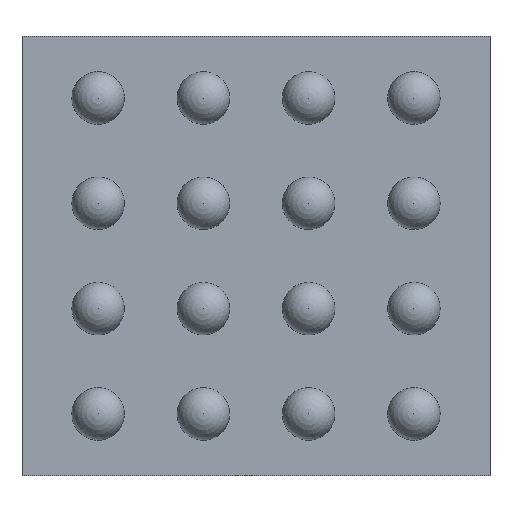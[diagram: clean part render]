
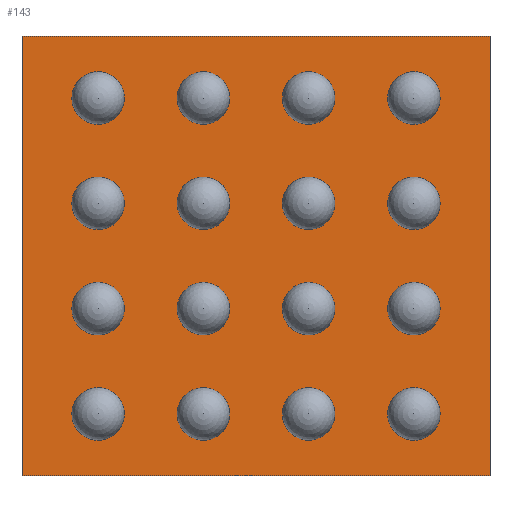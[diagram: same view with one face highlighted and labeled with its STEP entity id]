
A CAD part, front view. The second image highlights one B-rep face of the part: STEP entity #143.
In plain terms, the highlighted planar face has unit normal (0, -1, 0).
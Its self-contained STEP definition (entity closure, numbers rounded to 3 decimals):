
#107 = EDGE_CURVE('',#108,#110,#112,.T.);
#108 = VERTEX_POINT('',#109);
#109 = CARTESIAN_POINT('',(-0.889,0.16,0.834));
#110 = VERTEX_POINT('',#111);
#111 = CARTESIAN_POINT('',(-0.889,0.16,-0.834));
#112 = LINE('',#113,#114);
#113 = CARTESIAN_POINT('',(-0.889,0.16,0.834));
#114 = VECTOR('',#115,1.);
#115 = DIRECTION('',(0.,0.,-1.));
#143 = ADVANCED_FACE('',(#144),#169,.F.);
#144 = FACE_BOUND('',#145,.T.);
#145 = EDGE_LOOP('',(#146,#147,#155,#163));
#146 = ORIENTED_EDGE('',*,*,#107,.T.);
#147 = ORIENTED_EDGE('',*,*,#148,.T.);
#148 = EDGE_CURVE('',#110,#149,#151,.T.);
#149 = VERTEX_POINT('',#150);
#150 = CARTESIAN_POINT('',(0.889,0.16,-0.834));
#151 = LINE('',#152,#153);
#152 = CARTESIAN_POINT('',(-0.889,0.16,-0.834));
#153 = VECTOR('',#154,1.);
#154 = DIRECTION('',(1.,0.,0.));
#155 = ORIENTED_EDGE('',*,*,#156,.T.);
#156 = EDGE_CURVE('',#149,#157,#159,.T.);
#157 = VERTEX_POINT('',#158);
#158 = CARTESIAN_POINT('',(0.889,0.16,0.834));
#159 = LINE('',#160,#161);
#160 = CARTESIAN_POINT('',(0.889,0.16,-0.834));
#161 = VECTOR('',#162,1.);
#162 = DIRECTION('',(0.,0.,1.));
#163 = ORIENTED_EDGE('',*,*,#164,.T.);
#164 = EDGE_CURVE('',#157,#108,#165,.T.);
#165 = LINE('',#166,#167);
#166 = CARTESIAN_POINT('',(0.889,0.16,0.834));
#167 = VECTOR('',#168,1.);
#168 = DIRECTION('',(-1.,0.,0.));
#169 = PLANE('',#170);
#170 = AXIS2_PLACEMENT_3D('',#171,#172,#173);
#171 = CARTESIAN_POINT('',(0.,0.16,0.)
  );
#172 = DIRECTION('',(0.,1.,0.));
#173 = DIRECTION('',(0.,0.,1.));
